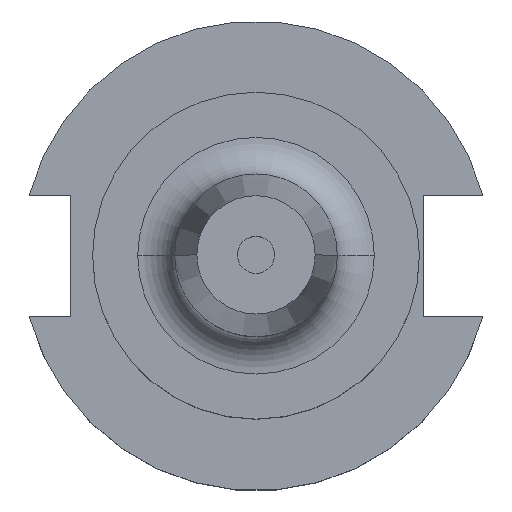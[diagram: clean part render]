
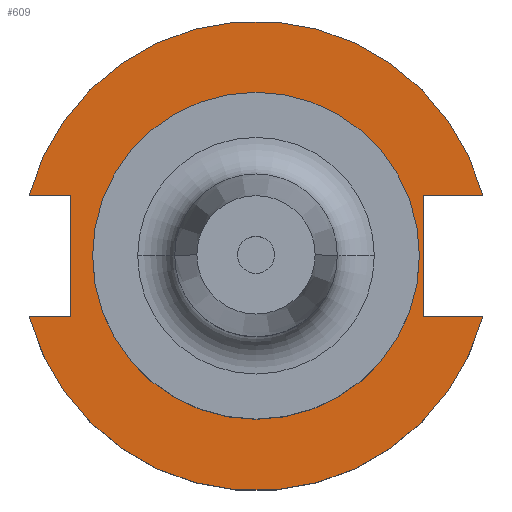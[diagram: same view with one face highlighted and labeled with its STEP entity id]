
A CAD part, top view. The second image highlights one B-rep face of the part: STEP entity #609.
In plain terms, the highlighted planar face has unit normal (0, 0, 1).
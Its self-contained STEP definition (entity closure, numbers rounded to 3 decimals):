
#52 = EDGE_CURVE ( 'NONE', #1070, #249, #1516, .T. ) ;
#57 = CARTESIAN_POINT ( 'NONE',  ( -25.091, 8.191, 19.05 ) ) ;
#73 = VERTEX_POINT ( 'NONE', #1258 ) ;
#81 = VERTEX_POINT ( 'NONE', #1009 ) ;
#84 = CIRCLE ( 'NONE', #1664, 22.1 ) ;
#107 = VECTOR ( 'NONE', #1644, 1000. ) ;
#129 = CARTESIAN_POINT ( 'NONE',  ( -30.675, 8.191, 19.05 ) ) ;
#146 = CIRCLE ( 'NONE', #1330, 22.1 ) ;
#150 = VERTEX_POINT ( 'NONE', #462 ) ;
#204 = ORIENTED_EDGE ( 'NONE', *, *, #1352, .T. ) ;
#209 = FACE_BOUND ( 'NONE', #315, .T. ) ;
#212 = CIRCLE ( 'NONE', #1109, 31.75 ) ;
#216 = CARTESIAN_POINT ( 'NONE',  ( -61.091, 8.191, 19.05 ) ) ;
#220 = VECTOR ( 'NONE', #333, 1000. ) ;
#249 = VERTEX_POINT ( 'NONE', #598 ) ;
#262 = LINE ( 'NONE', #627, #220 ) ;
#269 = EDGE_CURVE ( 'NONE', #81, #1222, #262, .T. ) ;
#281 = CARTESIAN_POINT ( 'NONE',  ( 0., 22.1, 19.05 ) ) ;
#302 = VERTEX_POINT ( 'NONE', #603 ) ;
#307 = LINE ( 'NONE', #216, #685 ) ;
#315 = EDGE_LOOP ( 'NONE', ( #848, #1380 ) ) ;
#317 = EDGE_CURVE ( 'NONE', #302, #150, #531, .T. ) ;
#333 = DIRECTION ( 'NONE',  ( -1., 0., 0. ) ) ;
#346 = DIRECTION ( 'NONE',  ( 1., 0., 0. ) ) ;
#362 = ORIENTED_EDGE ( 'NONE', *, *, #317, .T. ) ;
#462 = CARTESIAN_POINT ( 'NONE',  ( -25.091, -8.191, 19.05 ) ) ;
#481 = LINE ( 'NONE', #693, #824 ) ;
#497 = CARTESIAN_POINT ( 'NONE',  ( -22.1, 0., 19.05 ) ) ;
#509 = DIRECTION ( 'NONE',  ( 0., -1., 0. ) ) ;
#531 = LINE ( 'NONE', #57, #1042 ) ;
#559 = ORIENTED_EDGE ( 'NONE', *, *, #269, .F. ) ;
#594 = CARTESIAN_POINT ( 'NONE',  ( 22.1, 0., 19.05 ) ) ;
#598 = CARTESIAN_POINT ( 'NONE',  ( 30.675, -8.191, 19.05 ) ) ;
#603 = CARTESIAN_POINT ( 'NONE',  ( -25.091, 8.191, 19.05 ) ) ;
#609 = ADVANCED_FACE ( 'NONE', ( #209, #947 ), #1467, .F. ) ;
#627 = CARTESIAN_POINT ( 'NONE',  ( 0., 8.191, 19.05 ) ) ;
#644 = AXIS2_PLACEMENT_3D ( 'NONE', #1003, #996, #940 ) ;
#668 = DIRECTION ( 'NONE',  ( 1., 0., 0. ) ) ;
#670 = DIRECTION ( 'NONE',  ( 0., 0., 1. ) ) ;
#685 = VECTOR ( 'NONE', #346, 1000. ) ;
#693 = CARTESIAN_POINT ( 'NONE',  ( -61.091, -8.191, 19.05 ) ) ;
#696 = DIRECTION ( 'NONE',  ( -1., 0., 0. ) ) ;
#697 = EDGE_CURVE ( 'NONE', #1227, #302, #307, .T. ) ;
#728 = DIRECTION ( 'NONE',  ( 1., 0., 0. ) ) ;
#742 = EDGE_CURVE ( 'NONE', #73, #249, #807, .T. ) ;
#749 = VERTEX_POINT ( 'NONE', #594 ) ;
#807 = LINE ( 'NONE', #1506, #107 ) ;
#808 = CARTESIAN_POINT ( 'NONE',  ( 0., 0., 19.05 ) ) ;
#824 = VECTOR ( 'NONE', #1581, 1000. ) ;
#848 = ORIENTED_EDGE ( 'NONE', *, *, #1371, .F. ) ;
#854 = AXIS2_PLACEMENT_3D ( 'NONE', #281, #1216, #696 ) ;
#897 = ORIENTED_EDGE ( 'NONE', *, *, #52, .T. ) ;
#940 = DIRECTION ( 'NONE',  ( 1., 0., 0. ) ) ;
#942 = ORIENTED_EDGE ( 'NONE', *, *, #1002, .T. ) ;
#947 = FACE_OUTER_BOUND ( 'NONE', #1522, .T. ) ;
#951 = DIRECTION ( 'NONE',  ( 0., 1., 0. ) ) ;
#996 = DIRECTION ( 'NONE',  ( 0., 0., 1. ) ) ;
#1002 = EDGE_CURVE ( 'NONE', #81, #1227, #212, .T. ) ;
#1003 = CARTESIAN_POINT ( 'NONE',  ( 0., 0., 19.05 ) ) ;
#1009 = CARTESIAN_POINT ( 'NONE',  ( 30.675, 8.191, 19.05 ) ) ;
#1042 = VECTOR ( 'NONE', #509, 1000. ) ;
#1062 = EDGE_CURVE ( 'NONE', #1070, #150, #481, .T. ) ;
#1070 = VERTEX_POINT ( 'NONE', #1465 ) ;
#1109 = AXIS2_PLACEMENT_3D ( 'NONE', #1618, #1128, #728 ) ;
#1128 = DIRECTION ( 'NONE',  ( 0., 0., 1. ) ) ;
#1190 = ORIENTED_EDGE ( 'NONE', *, *, #1062, .F. ) ;
#1216 = DIRECTION ( 'NONE',  ( 0., 0., -1. ) ) ;
#1222 = VERTEX_POINT ( 'NONE', #1555 ) ;
#1227 = VERTEX_POINT ( 'NONE', #129 ) ;
#1258 = CARTESIAN_POINT ( 'NONE',  ( 22.606, -8.191, 19.05 ) ) ;
#1309 = CARTESIAN_POINT ( 'NONE',  ( 22.606, 22.1, 19.05 ) ) ;
#1330 = AXIS2_PLACEMENT_3D ( 'NONE', #808, #670, #668 ) ;
#1349 = DIRECTION ( 'NONE',  ( 1., 0., 0. ) ) ;
#1352 = EDGE_CURVE ( 'NONE', #73, #1222, #1546, .T. ) ;
#1371 = EDGE_CURVE ( 'NONE', #749, #1427, #146, .T. ) ;
#1380 = ORIENTED_EDGE ( 'NONE', *, *, #1497, .F. ) ;
#1427 = VERTEX_POINT ( 'NONE', #497 ) ;
#1442 = DIRECTION ( 'NONE',  ( 0., 0., 1. ) ) ;
#1448 = CARTESIAN_POINT ( 'NONE',  ( 0., 0., 19.05 ) ) ;
#1465 = CARTESIAN_POINT ( 'NONE',  ( -30.675, -8.191, 19.05 ) ) ;
#1467 = PLANE ( 'NONE',  #854 ) ;
#1497 = EDGE_CURVE ( 'NONE', #1427, #749, #84, .T. ) ;
#1504 = VECTOR ( 'NONE', #951, 1000. ) ;
#1506 = CARTESIAN_POINT ( 'NONE',  ( 0., -8.191, 19.05 ) ) ;
#1516 = CIRCLE ( 'NONE', #644, 31.75 ) ;
#1522 = EDGE_LOOP ( 'NONE', ( #362, #1190, #897, #1560, #204, #559, #942, #1596 ) ) ;
#1546 = LINE ( 'NONE', #1309, #1504 ) ;
#1555 = CARTESIAN_POINT ( 'NONE',  ( 22.606, 8.191, 19.05 ) ) ;
#1560 = ORIENTED_EDGE ( 'NONE', *, *, #742, .F. ) ;
#1581 = DIRECTION ( 'NONE',  ( 1., 0., 0. ) ) ;
#1596 = ORIENTED_EDGE ( 'NONE', *, *, #697, .T. ) ;
#1618 = CARTESIAN_POINT ( 'NONE',  ( 0., 0., 19.05 ) ) ;
#1644 = DIRECTION ( 'NONE',  ( 1., 0., 0. ) ) ;
#1664 = AXIS2_PLACEMENT_3D ( 'NONE', #1448, #1442, #1349 ) ;
